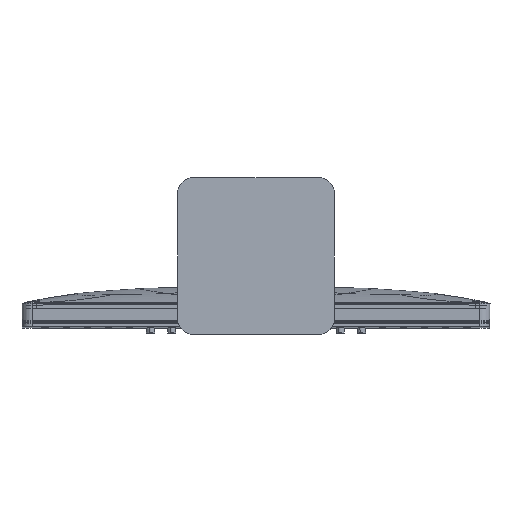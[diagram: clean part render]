
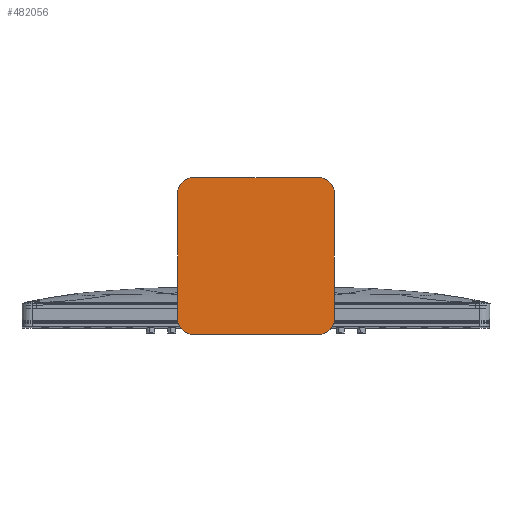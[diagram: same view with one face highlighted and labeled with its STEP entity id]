
A CAD part, left-side view. The second image highlights one B-rep face of the part: STEP entity #482056.
In plain terms, the highlighted face is planar.
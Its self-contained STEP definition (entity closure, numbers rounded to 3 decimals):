
#481721=DIRECTION(' ',(0.,0.,-1.));
#481726=CARTESIAN_POINT(' ',(78.,-78.,7.5));
#481731=DIRECTION(' ',(-1.,0.,0.));
#481736=AXIS2_PLACEMENT_3D(' ',#481726,#481721,#481731);
#481741=PLANE('',#481736);
#481746=CARTESIAN_POINT(' ',(-63.009,78.,7.5));
#481751=DIRECTION(' ',(1.,0.,0.));
#481756=VECTOR(' ',#481751,1.);
#481761=LINE('',#481746,#481756);
#481766=CARTESIAN_POINT(' ',(-63.009,78.,7.5));
#481767=VERTEX_POINT(' ',#481766);
#481771=CARTESIAN_POINT(' ',(63.009,78.,7.5));
#481772=VERTEX_POINT(' ',#481771);
#481776=EDGE_CURVE(' ',#481767,#481772,#481761,.T.);
#481781=ORIENTED_EDGE(' ',*,*,#481776,.T.);
#481786=CARTESIAN_POINT(' ',(63.013,63.013,7.5));
#481791=DIRECTION(' ',(0.,0.,1.));
#481796=DIRECTION(' ',(1.,0.,0.));
#481801=AXIS2_PLACEMENT_3D(' ',#481786,#481791,#481796);
#481806=CIRCLE('',#481801,14.987);
#481811=CARTESIAN_POINT(' ',(78.,63.009,7.5));
#481812=VERTEX_POINT(' ',#481811);
#481816=EDGE_CURVE(' ',#481812,#481772,#481806,.T.);
#481821=ORIENTED_EDGE(' ',*,*,#481816,.F.);
#481826=CARTESIAN_POINT(' ',(78.,63.009,7.5));
#481831=DIRECTION(' ',(0.,-1.,0.));
#481836=VECTOR(' ',#481831,1.);
#481841=LINE('',#481826,#481836);
#481846=CARTESIAN_POINT(' ',(78.,-63.009,7.5));
#481847=VERTEX_POINT(' ',#481846);
#481851=EDGE_CURVE(' ',#481812,#481847,#481841,.T.);
#481856=ORIENTED_EDGE(' ',*,*,#481851,.T.);
#481861=CARTESIAN_POINT(' ',(63.013,-63.013,7.5));
#481866=DIRECTION(' ',(0.,0.,1.));
#481871=DIRECTION(' ',(0.,-1.,0.));
#481876=AXIS2_PLACEMENT_3D(' ',#481861,#481866,#481871);
#481881=CIRCLE('',#481876,14.987);
#481886=CARTESIAN_POINT(' ',(63.009,-78.,7.5));
#481887=VERTEX_POINT(' ',#481886);
#481891=EDGE_CURVE(' ',#481887,#481847,#481881,.T.);
#481896=ORIENTED_EDGE(' ',*,*,#481891,.F.);
#481901=CARTESIAN_POINT(' ',(63.009,-78.,7.5));
#481906=DIRECTION(' ',(-1.,0.,0.));
#481911=VECTOR(' ',#481906,1.);
#481916=LINE('',#481901,#481911);
#481921=CARTESIAN_POINT(' ',(-63.009,-78.,7.5));
#481922=VERTEX_POINT(' ',#481921);
#481926=EDGE_CURVE(' ',#481887,#481922,#481916,.T.);
#481931=ORIENTED_EDGE(' ',*,*,#481926,.T.);
#481936=CARTESIAN_POINT(' ',(-63.013,-63.013,7.5));
#481941=DIRECTION(' ',(0.,0.,1.));
#481946=DIRECTION(' ',(-1.,0.,0.));
#481951=AXIS2_PLACEMENT_3D(' ',#481936,#481941,#481946);
#481956=CIRCLE('',#481951,14.987);
#481961=CARTESIAN_POINT(' ',(-78.,-63.009,7.5));
#481962=VERTEX_POINT(' ',#481961);
#481966=EDGE_CURVE(' ',#481962,#481922,#481956,.T.);
#481971=ORIENTED_EDGE(' ',*,*,#481966,.F.);
#481976=CARTESIAN_POINT(' ',(-78.,-63.009,7.5));
#481981=DIRECTION(' ',(0.,1.,0.));
#481986=VECTOR(' ',#481981,1.);
#481991=LINE('',#481976,#481986);
#481996=CARTESIAN_POINT(' ',(-78.,63.009,7.5));
#481997=VERTEX_POINT(' ',#481996);
#482001=EDGE_CURVE(' ',#481962,#481997,#481991,.T.);
#482006=ORIENTED_EDGE(' ',*,*,#482001,.T.);
#482011=CARTESIAN_POINT(' ',(-63.013,63.013,7.5));
#482016=DIRECTION(' ',(0.,0.,1.));
#482021=DIRECTION(' ',(0.,1.,0.));
#482026=AXIS2_PLACEMENT_3D(' ',#482011,#482016,#482021);
#482031=CIRCLE('',#482026,14.987);
#482036=EDGE_CURVE(' ',#481767,#481997,#482031,.T.);
#482041=ORIENTED_EDGE(' ',*,*,#482036,.F.);
#482046=EDGE_LOOP(' ',(#481781,#481821,#481856,#481896,#481931,#481971,#482006,#482041));
#482051=FACE_OUTER_BOUND(' ',#482046,.T.);
#482056=ADVANCED_FACE('',(#482051),#481741,.T.);
